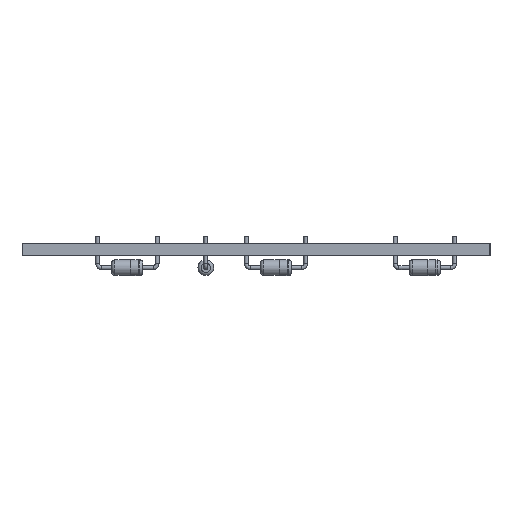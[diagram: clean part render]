
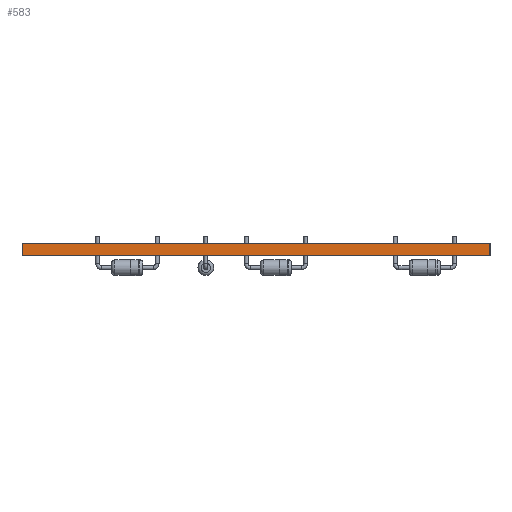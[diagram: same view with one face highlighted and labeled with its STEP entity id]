
A CAD part, left-side view. The second image highlights one B-rep face of the part: STEP entity #583.
In plain terms, the highlighted planar face has unit normal (-1, 0, 0).
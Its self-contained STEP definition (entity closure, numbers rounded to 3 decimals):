
#527 = VERTEX_POINT('',#528);
#528 = CARTESIAN_POINT('',(96.838,-81.217,1.6));
#534 = EDGE_CURVE('',#535,#527,#537,.T.);
#535 = VERTEX_POINT('',#536);
#536 = CARTESIAN_POINT('',(96.838,-81.217,0.));
#537 = LINE('',#538,#539);
#538 = CARTESIAN_POINT('',(96.838,-81.217,0.));
#539 = VECTOR('',#540,1.);
#540 = DIRECTION('',(0.,0.,1.));
#583 = ADVANCED_FACE('',(#584),#609,.T.);
#584 = FACE_BOUND('',#585,.T.);
#585 = EDGE_LOOP('',(#586,#587,#595,#603));
#586 = ORIENTED_EDGE('',*,*,#534,.T.);
#587 = ORIENTED_EDGE('',*,*,#588,.T.);
#588 = EDGE_CURVE('',#527,#589,#591,.T.);
#589 = VERTEX_POINT('',#590);
#590 = CARTESIAN_POINT('',(96.838,-21.273,1.6));
#591 = LINE('',#592,#593);
#592 = CARTESIAN_POINT('',(96.838,-81.217,1.6));
#593 = VECTOR('',#594,1.);
#594 = DIRECTION('',(0.,1.,0.));
#595 = ORIENTED_EDGE('',*,*,#596,.F.);
#596 = EDGE_CURVE('',#597,#589,#599,.T.);
#597 = VERTEX_POINT('',#598);
#598 = CARTESIAN_POINT('',(96.838,-21.273,0.));
#599 = LINE('',#600,#601);
#600 = CARTESIAN_POINT('',(96.838,-21.273,0.));
#601 = VECTOR('',#602,1.);
#602 = DIRECTION('',(0.,0.,1.));
#603 = ORIENTED_EDGE('',*,*,#604,.F.);
#604 = EDGE_CURVE('',#535,#597,#605,.T.);
#605 = LINE('',#606,#607);
#606 = CARTESIAN_POINT('',(96.838,-81.217,0.));
#607 = VECTOR('',#608,1.);
#608 = DIRECTION('',(0.,1.,0.));
#609 = PLANE('',#610);
#610 = AXIS2_PLACEMENT_3D('',#611,#612,#613);
#611 = CARTESIAN_POINT('',(96.838,-81.217,0.));
#612 = DIRECTION('',(-1.,0.,0.));
#613 = DIRECTION('',(0.,1.,0.));
